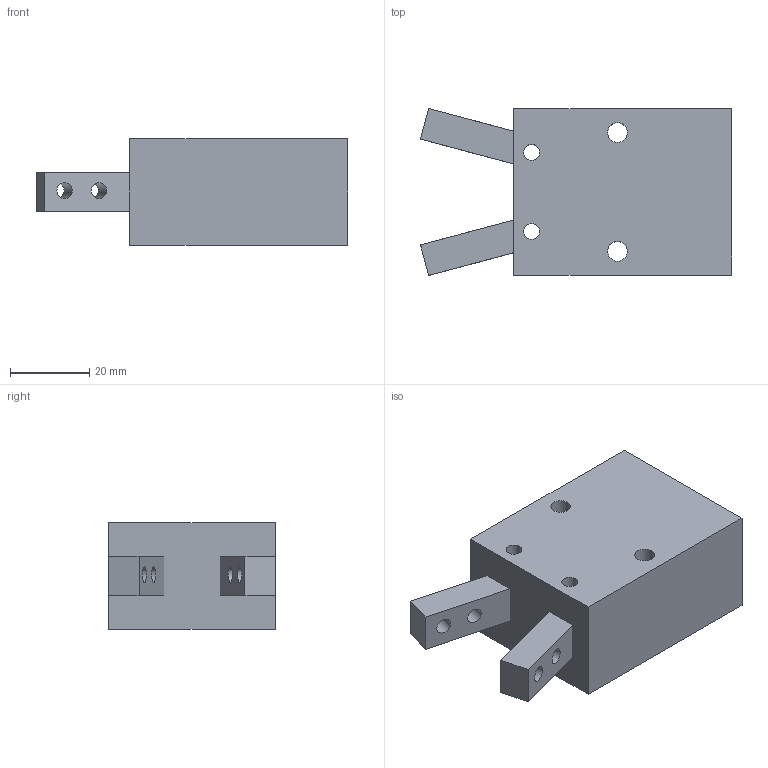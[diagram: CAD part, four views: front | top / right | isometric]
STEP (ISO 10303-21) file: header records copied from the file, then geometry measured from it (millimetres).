
FILE_DESCRIPTION(/* description */ (''),/* implementation_level */ '2;1');
FILE_NAME(/* name */ '31sj1.stp',/* time_stamp */ '2019-05-31T09:14:53+08:00',/* author */ (''),/* organization */ (''),/* preprocessor_version */ 'ST-DEVELOPER v16',/* originating_system */ 'SIEMENS PLM Software NX 10.0',/* authorisation */ '');
FILE_SCHEMA (('AUTOMOTIVE_DESIGN { 1 0 10303 214 3 1 1 1 }'));
Length unit declared in the file: millimetre
Products named in the file (1): 31sj1
Bounding box: 78.58 x 42.22 x 27 mm (x, y, z)
Volume: 65257.7 mm3; surface area: 14454.7 mm2
Topology: 3 solids, 3 shells, 28 faces, 66 edges, 44 vertices
Faces by surface type: plane 18, cylinder 10
Full cylindrical faces by diameter (mm): 4 x8, 5 x2
Entity records: 834 total; most frequent: DIRECTION 134, CARTESIAN_POINT 129, ORIENTED_EDGE 112, EDGE_LOOP 58, EDGE_CURVE 56, FACE_BOUND 50, AXIS2_PLACEMENT_3D 49, VERTEX_POINT 44
